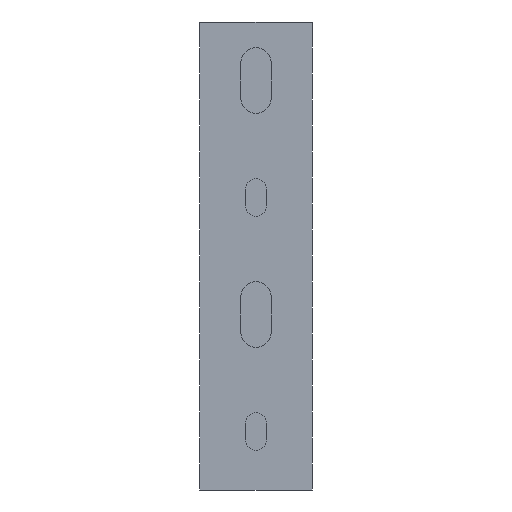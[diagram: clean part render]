
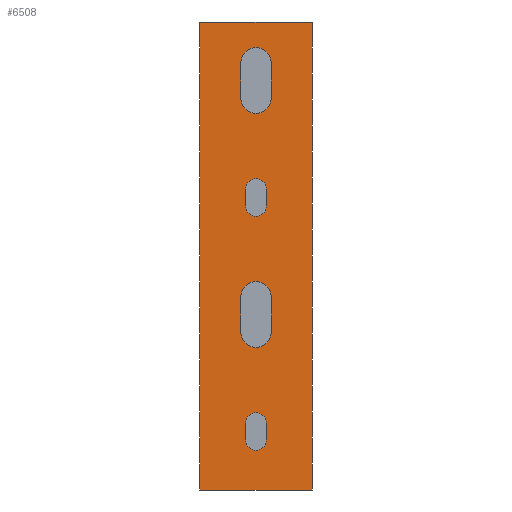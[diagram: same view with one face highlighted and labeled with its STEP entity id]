
A CAD part, front view. The second image highlights one B-rep face of the part: STEP entity #6508.
In plain terms, the highlighted planar face has unit normal (0, -1, 0).
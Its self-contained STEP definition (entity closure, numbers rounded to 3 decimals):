
#1236=DIRECTION('',(-1.,0.,0.));
#1237=VECTOR('',#1236,24.);
#1238=CARTESIAN_POINT('',(12.,0.,0.));
#1239=LINE('',#1238,#1237);
#1240=DIRECTION('',(0.,0.,1.));
#1241=VECTOR('',#1240,100.);
#1242=CARTESIAN_POINT('',(-12.,0.,0.));
#1243=LINE('',#1242,#1241);
#1244=DIRECTION('',(1.,0.,0.));
#1245=VECTOR('',#1244,24.);
#1246=CARTESIAN_POINT('',(-12.,0.,100.));
#1247=LINE('',#1246,#1245);
#1248=CARTESIAN_POINT('',(0.,0.,91.25));
#1249=DIRECTION('',(0.,1.,0.));
#1250=DIRECTION('',(-1.,0.,0.));
#1251=AXIS2_PLACEMENT_3D('',#1248,#1249,#1250);
#1253=DIRECTION('',(0.,0.,1.));
#1254=VECTOR('',#1253,7.5);
#1255=CARTESIAN_POINT('',(-3.25,0.,83.75));
#1256=LINE('',#1255,#1254);
#1257=CARTESIAN_POINT('',(0.,0.,83.75));
#1258=DIRECTION('',(0.,1.,0.));
#1259=DIRECTION('',(1.,0.,0.));
#1260=AXIS2_PLACEMENT_3D('',#1257,#1258,#1259);
#1262=DIRECTION('',(0.,0.,-1.));
#1263=VECTOR('',#1262,7.5);
#1264=CARTESIAN_POINT('',(3.25,0.,91.25));
#1265=LINE('',#1264,#1263);
#1266=CARTESIAN_POINT('',(0.,0.,64.25));
#1267=DIRECTION('',(0.,1.,0.));
#1268=DIRECTION('',(-1.,0.,0.));
#1269=AXIS2_PLACEMENT_3D('',#1266,#1267,#1268);
#1271=DIRECTION('',(0.,0.,1.));
#1272=VECTOR('',#1271,3.5);
#1273=CARTESIAN_POINT('',(-2.25,0.,60.75));
#1274=LINE('',#1273,#1272);
#1275=CARTESIAN_POINT('',(0.,0.,60.75));
#1276=DIRECTION('',(0.,1.,0.));
#1277=DIRECTION('',(1.,0.,0.));
#1278=AXIS2_PLACEMENT_3D('',#1275,#1276,#1277);
#1280=DIRECTION('',(0.,0.,-1.));
#1281=VECTOR('',#1280,3.5);
#1282=CARTESIAN_POINT('',(2.25,0.,64.25));
#1283=LINE('',#1282,#1281);
#1284=CARTESIAN_POINT('',(0.,0.,41.25));
#1285=DIRECTION('',(0.,1.,0.));
#1286=DIRECTION('',(-1.,0.,0.));
#1287=AXIS2_PLACEMENT_3D('',#1284,#1285,#1286);
#1289=DIRECTION('',(0.,0.,1.));
#1290=VECTOR('',#1289,7.5);
#1291=CARTESIAN_POINT('',(-3.25,0.,33.75));
#1292=LINE('',#1291,#1290);
#1293=CARTESIAN_POINT('',(0.,0.,33.75));
#1294=DIRECTION('',(0.,1.,0.));
#1295=DIRECTION('',(1.,0.,0.));
#1296=AXIS2_PLACEMENT_3D('',#1293,#1294,#1295);
#1298=DIRECTION('',(0.,0.,-1.));
#1299=VECTOR('',#1298,7.5);
#1300=CARTESIAN_POINT('',(3.25,0.,41.25));
#1301=LINE('',#1300,#1299);
#1302=CARTESIAN_POINT('',(0.,0.,14.25));
#1303=DIRECTION('',(0.,1.,0.));
#1304=DIRECTION('',(-1.,0.,0.));
#1305=AXIS2_PLACEMENT_3D('',#1302,#1303,#1304);
#1307=DIRECTION('',(0.,0.,1.));
#1308=VECTOR('',#1307,3.5);
#1309=CARTESIAN_POINT('',(-2.25,0.,10.75));
#1310=LINE('',#1309,#1308);
#1311=CARTESIAN_POINT('',(0.,0.,10.75));
#1312=DIRECTION('',(0.,1.,0.));
#1313=DIRECTION('',(1.,0.,0.));
#1314=AXIS2_PLACEMENT_3D('',#1311,#1312,#1313);
#1316=DIRECTION('',(0.,0.,-1.));
#1317=VECTOR('',#1316,3.5);
#1318=CARTESIAN_POINT('',(2.25,0.,14.25));
#1319=LINE('',#1318,#1317);
#1328=DIRECTION('',(0.,0.,1.));
#1329=VECTOR('',#1328,100.);
#1330=CARTESIAN_POINT('',(12.,0.,0.));
#1331=LINE('',#1330,#1329);
#4042=CARTESIAN_POINT('',(-3.25,0.,91.25));
#4043=CARTESIAN_POINT('',(3.25,0.,91.25));
#4044=VERTEX_POINT('',#4042);
#4045=VERTEX_POINT('',#4043);
#4046=CARTESIAN_POINT('',(3.25,0.,83.75));
#4047=VERTEX_POINT('',#4046);
#4048=CARTESIAN_POINT('',(-3.25,0.,83.75));
#4049=VERTEX_POINT('',#4048);
#4050=CARTESIAN_POINT('',(-2.25,0.,64.25));
#4051=CARTESIAN_POINT('',(2.25,0.,64.25));
#4052=VERTEX_POINT('',#4050);
#4053=VERTEX_POINT('',#4051);
#4054=CARTESIAN_POINT('',(2.25,0.,60.75));
#4055=VERTEX_POINT('',#4054);
#4056=CARTESIAN_POINT('',(-2.25,0.,60.75));
#4057=VERTEX_POINT('',#4056);
#4074=CARTESIAN_POINT('',(-3.25,0.,41.25));
#4075=CARTESIAN_POINT('',(3.25,0.,41.25));
#4076=VERTEX_POINT('',#4074);
#4077=VERTEX_POINT('',#4075);
#4078=CARTESIAN_POINT('',(3.25,0.,33.75));
#4079=VERTEX_POINT('',#4078);
#4080=CARTESIAN_POINT('',(-3.25,0.,33.75));
#4081=VERTEX_POINT('',#4080);
#4082=CARTESIAN_POINT('',(-2.25,0.,14.25));
#4083=CARTESIAN_POINT('',(2.25,0.,14.25));
#4084=VERTEX_POINT('',#4082);
#4085=VERTEX_POINT('',#4083);
#4086=CARTESIAN_POINT('',(2.25,0.,10.75));
#4087=VERTEX_POINT('',#4086);
#4088=CARTESIAN_POINT('',(-2.25,0.,10.75));
#4089=VERTEX_POINT('',#4088);
#4690=CARTESIAN_POINT('',(12.,0.,0.));
#4691=CARTESIAN_POINT('',(12.,0.,100.));
#4692=VERTEX_POINT('',#4690);
#4693=VERTEX_POINT('',#4691);
#4694=CARTESIAN_POINT('',(-12.,0.,0.));
#4695=CARTESIAN_POINT('',(-12.,0.,100.));
#4696=VERTEX_POINT('',#4694);
#4697=VERTEX_POINT('',#4695);
#6456=CARTESIAN_POINT('',(-9.,0.,0.));
#6457=DIRECTION('',(0.,-1.,0.));
#6458=DIRECTION('',(1.,0.,0.));
#6459=AXIS2_PLACEMENT_3D('',#6456,#6457,#6458);
#6460=PLANE('',#6459);
#6461=ORIENTED_EDGE('',*,*,#6424,.T.);
#6462=ORIENTED_EDGE('',*,*,#5268,.T.);
#6463=ORIENTED_EDGE('',*,*,#5161,.T.);
#6465=ORIENTED_EDGE('',*,*,#6464,.F.);
#6466=EDGE_LOOP('',(#6461,#6462,#6463,#6465));
#6467=FACE_OUTER_BOUND('',#6466,.F.);
#6469=ORIENTED_EDGE('',*,*,#6468,.F.);
#6471=ORIENTED_EDGE('',*,*,#6470,.F.);
#6473=ORIENTED_EDGE('',*,*,#6472,.F.);
#6475=ORIENTED_EDGE('',*,*,#6474,.F.);
#6476=EDGE_LOOP('',(#6469,#6471,#6473,#6475));
#6477=FACE_BOUND('',#6476,.F.);
#6479=ORIENTED_EDGE('',*,*,#6478,.F.);
#6481=ORIENTED_EDGE('',*,*,#6480,.F.);
#6483=ORIENTED_EDGE('',*,*,#6482,.F.);
#6485=ORIENTED_EDGE('',*,*,#6484,.F.);
#6486=EDGE_LOOP('',(#6479,#6481,#6483,#6485));
#6487=FACE_BOUND('',#6486,.F.);
#6489=ORIENTED_EDGE('',*,*,#6488,.F.);
#6491=ORIENTED_EDGE('',*,*,#6490,.F.);
#6493=ORIENTED_EDGE('',*,*,#6492,.F.);
#6495=ORIENTED_EDGE('',*,*,#6494,.F.);
#6496=EDGE_LOOP('',(#6489,#6491,#6493,#6495));
#6497=FACE_BOUND('',#6496,.F.);
#6499=ORIENTED_EDGE('',*,*,#6498,.F.);
#6501=ORIENTED_EDGE('',*,*,#6500,.F.);
#6503=ORIENTED_EDGE('',*,*,#6502,.F.);
#6505=ORIENTED_EDGE('',*,*,#6504,.F.);
#6506=EDGE_LOOP('',(#6499,#6501,#6503,#6505));
#6507=FACE_BOUND('',#6506,.F.);
#1252=CIRCLE('',#1251,3.25);
#1261=CIRCLE('',#1260,3.25);
#1270=CIRCLE('',#1269,2.25);
#1279=CIRCLE('',#1278,2.25);
#1288=CIRCLE('',#1287,3.25);
#1297=CIRCLE('',#1296,3.25);
#1306=CIRCLE('',#1305,2.25);
#1315=CIRCLE('',#1314,2.25);
#5161=EDGE_CURVE('',#4697,#4693,#1247,.T.);
#5268=EDGE_CURVE('',#4696,#4697,#1243,.T.);
#6424=EDGE_CURVE('',#4692,#4696,#1239,.T.);
#6464=EDGE_CURVE('',#4692,#4693,#1331,.T.);
#6468=EDGE_CURVE('',#4044,#4045,#1252,.T.);
#6470=EDGE_CURVE('',#4049,#4044,#1256,.T.);
#6472=EDGE_CURVE('',#4047,#4049,#1261,.T.);
#6474=EDGE_CURVE('',#4045,#4047,#1265,.T.);
#6478=EDGE_CURVE('',#4052,#4053,#1270,.T.);
#6480=EDGE_CURVE('',#4057,#4052,#1274,.T.);
#6482=EDGE_CURVE('',#4055,#4057,#1279,.T.);
#6484=EDGE_CURVE('',#4053,#4055,#1283,.T.);
#6488=EDGE_CURVE('',#4076,#4077,#1288,.T.);
#6490=EDGE_CURVE('',#4081,#4076,#1292,.T.);
#6492=EDGE_CURVE('',#4079,#4081,#1297,.T.);
#6494=EDGE_CURVE('',#4077,#4079,#1301,.T.);
#6498=EDGE_CURVE('',#4084,#4085,#1306,.T.);
#6500=EDGE_CURVE('',#4089,#4084,#1310,.T.);
#6502=EDGE_CURVE('',#4087,#4089,#1315,.T.);
#6504=EDGE_CURVE('',#4085,#4087,#1319,.T.);
#6508=ADVANCED_FACE('',(#6467,#6477,#6487,#6497,#6507),#6460,.T.);
